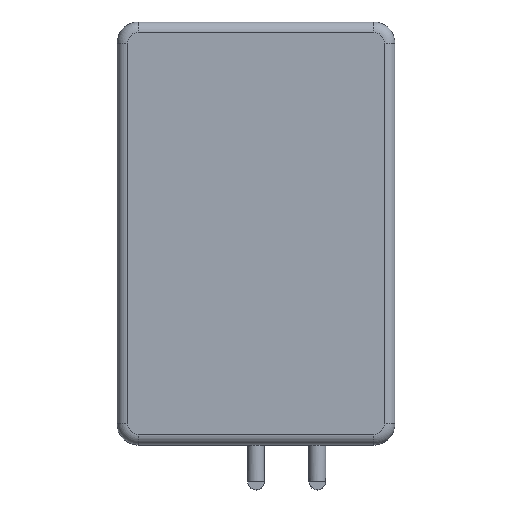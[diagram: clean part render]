
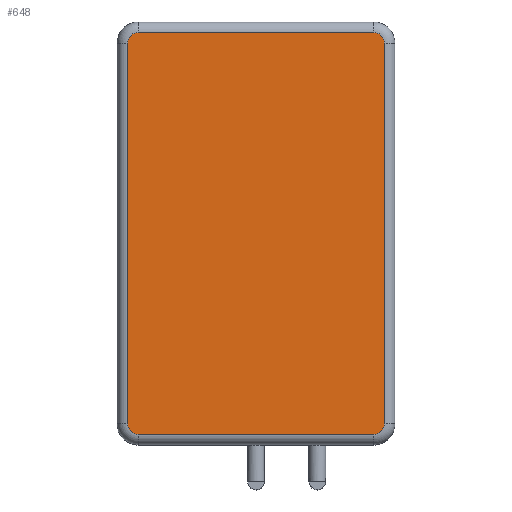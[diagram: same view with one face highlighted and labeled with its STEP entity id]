
A CAD part, top view. The second image highlights one B-rep face of the part: STEP entity #648.
In plain terms, the highlighted planar face has unit normal (0, 0, 1).
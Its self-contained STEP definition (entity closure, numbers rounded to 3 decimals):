
#341 = VERTEX_POINT('',#342);
#342 = CARTESIAN_POINT('',(7.415,1.938,8.6));
#349 = EDGE_CURVE('',#341,#350,#352,.T.);
#350 = VERTEX_POINT('',#351);
#351 = CARTESIAN_POINT('',(-2.335,1.938,8.6));
#352 = LINE('',#353,#354);
#353 = CARTESIAN_POINT('',(7.415,1.938,8.6));
#354 = VECTOR('',#355,1.);
#355 = DIRECTION('',(-1.,0.,0.));
#519 = VERTEX_POINT('',#520);
#520 = CARTESIAN_POINT('',(7.853,2.375,8.6));
#529 = EDGE_CURVE('',#519,#341,#530,.T.);
#530 = CIRCLE('',#531,0.438);
#531 = AXIS2_PLACEMENT_3D('',#532,#533,#534);
#532 = CARTESIAN_POINT('',(7.415,2.375,8.6));
#533 = DIRECTION('',(0.,0.,-1.));
#534 = DIRECTION('',(1.,0.,0.));
#648 = ADVANCED_FACE('',(#649),#702,.F.);
#649 = FACE_BOUND('',#650,.F.);
#650 = EDGE_LOOP('',(#651,#661,#670,#676,#677,#678,#687,#695));
#651 = ORIENTED_EDGE('',*,*,#652,.T.);
#652 = EDGE_CURVE('',#653,#655,#657,.T.);
#653 = VERTEX_POINT('',#654);
#654 = CARTESIAN_POINT('',(-2.335,18.563,8.6));
#655 = VERTEX_POINT('',#656);
#656 = CARTESIAN_POINT('',(7.415,18.563,8.6));
#657 = LINE('',#658,#659);
#658 = CARTESIAN_POINT('',(-2.335,18.563,8.6));
#659 = VECTOR('',#660,1.);
#660 = DIRECTION('',(1.,0.,0.));
#661 = ORIENTED_EDGE('',*,*,#662,.T.);
#662 = EDGE_CURVE('',#655,#663,#665,.T.);
#663 = VERTEX_POINT('',#664);
#664 = CARTESIAN_POINT('',(7.853,18.125,8.6));
#665 = CIRCLE('',#666,0.438);
#666 = AXIS2_PLACEMENT_3D('',#667,#668,#669);
#667 = CARTESIAN_POINT('',(7.415,18.125,8.6));
#668 = DIRECTION('',(0.,0.,-1.));
#669 = DIRECTION('',(0.,1.,0.));
#670 = ORIENTED_EDGE('',*,*,#671,.T.);
#671 = EDGE_CURVE('',#663,#519,#672,.T.);
#672 = LINE('',#673,#674);
#673 = CARTESIAN_POINT('',(7.853,18.125,8.6));
#674 = VECTOR('',#675,1.);
#675 = DIRECTION('',(0.,-1.,0.));
#676 = ORIENTED_EDGE('',*,*,#529,.T.);
#677 = ORIENTED_EDGE('',*,*,#349,.T.);
#678 = ORIENTED_EDGE('',*,*,#679,.T.);
#679 = EDGE_CURVE('',#350,#680,#682,.T.);
#680 = VERTEX_POINT('',#681);
#681 = CARTESIAN_POINT('',(-2.773,2.375,8.6));
#682 = CIRCLE('',#683,0.438);
#683 = AXIS2_PLACEMENT_3D('',#684,#685,#686);
#684 = CARTESIAN_POINT('',(-2.335,2.375,8.6));
#685 = DIRECTION('',(0.,0.,-1.));
#686 = DIRECTION('',(0.,-1.,0.));
#687 = ORIENTED_EDGE('',*,*,#688,.T.);
#688 = EDGE_CURVE('',#680,#689,#691,.T.);
#689 = VERTEX_POINT('',#690);
#690 = CARTESIAN_POINT('',(-2.773,18.125,8.6));
#691 = LINE('',#692,#693);
#692 = CARTESIAN_POINT('',(-2.773,2.375,8.6));
#693 = VECTOR('',#694,1.);
#694 = DIRECTION('',(0.,1.,0.));
#695 = ORIENTED_EDGE('',*,*,#696,.T.);
#696 = EDGE_CURVE('',#689,#653,#697,.T.);
#697 = CIRCLE('',#698,0.438);
#698 = AXIS2_PLACEMENT_3D('',#699,#700,#701);
#699 = CARTESIAN_POINT('',(-2.335,18.125,8.6));
#700 = DIRECTION('',(0.,0.,-1.));
#701 = DIRECTION('',(-1.,0.,0.));
#702 = PLANE('',#703);
#703 = AXIS2_PLACEMENT_3D('',#704,#705,#706);
#704 = CARTESIAN_POINT('',(2.54,10.25,8.6));
#705 = DIRECTION('',(0.,0.,-1.));
#706 = DIRECTION('',(-1.,0.,0.));
